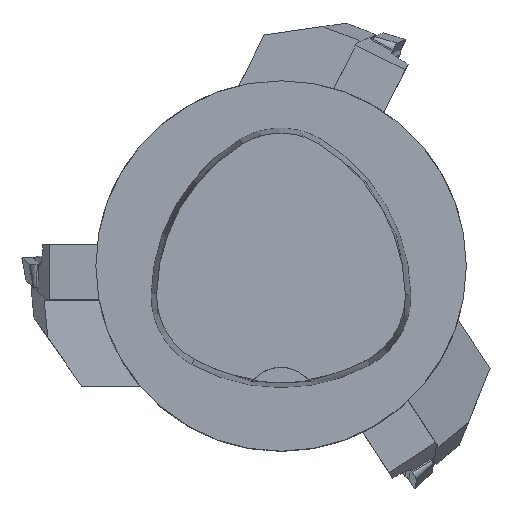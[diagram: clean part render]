
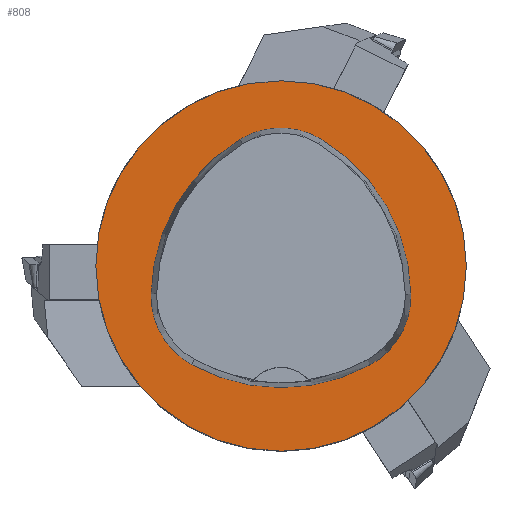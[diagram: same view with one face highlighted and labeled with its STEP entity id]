
A CAD part, top view. The second image highlights one B-rep face of the part: STEP entity #808.
In plain terms, the highlighted planar face has unit normal (0, 0, 1).
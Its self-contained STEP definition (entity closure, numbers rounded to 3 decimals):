
#196=PLANE('',#2710);
#672=FACE_BOUND('',#1075,.T.);
#673=FACE_BOUND('',#1076,.T.);
#808=ADVANCED_FACE('',(#672,#673),#196,.T.);
#1075=EDGE_LOOP('',(#1483,#1484,#1485,#1486,#1487,#1488));
#1076=EDGE_LOOP('',(#1489));
#1218=CIRCLE('',#2687,20.);
#1220=CIRCLE('',#2690,8.5);
#1222=CIRCLE('',#2693,20.);
#1224=CIRCLE('',#2696,8.5);
#1228=CIRCLE('',#2701,20.);
#1230=CIRCLE('',#2704,8.5);
#1233=CIRCLE('',#2709,20.);
#1483=ORIENTED_EDGE('',*,*,#2259,.T.);
#1484=ORIENTED_EDGE('',*,*,#2239,.T.);
#1485=ORIENTED_EDGE('',*,*,#2243,.T.);
#1486=ORIENTED_EDGE('',*,*,#2246,.T.);
#1487=ORIENTED_EDGE('',*,*,#2249,.T.);
#1488=ORIENTED_EDGE('',*,*,#2257,.T.);
#1489=ORIENTED_EDGE('',*,*,#2262,.F.);
#1988=VERTEX_POINT('',#3843);
#1989=VERTEX_POINT('',#3844);
#1992=VERTEX_POINT('',#3852);
#1994=VERTEX_POINT('',#3858);
#1996=VERTEX_POINT('',#3864);
#2003=VERTEX_POINT('',#3885);
#2004=VERTEX_POINT('',#3895);
#2239=EDGE_CURVE('',#1988,#1989,#1218,.T.);
#2243=EDGE_CURVE('',#1989,#1992,#1220,.T.);
#2246=EDGE_CURVE('',#1992,#1994,#1222,.T.);
#2249=EDGE_CURVE('',#1994,#1996,#1224,.T.);
#2257=EDGE_CURVE('',#1996,#2003,#1228,.T.);
#2259=EDGE_CURVE('',#2003,#1988,#1230,.T.);
#2262=EDGE_CURVE('',#2004,#2004,#1233,.T.);
#2687=AXIS2_PLACEMENT_3D('',#3842,#3060,#3061);
#2690=AXIS2_PLACEMENT_3D('',#3851,#3068,#3069);
#2693=AXIS2_PLACEMENT_3D('',#3857,#3075,#3076);
#2696=AXIS2_PLACEMENT_3D('',#3863,#3082,#3083);
#2701=AXIS2_PLACEMENT_3D('',#3886,#3094,#3095);
#2704=AXIS2_PLACEMENT_3D('',#3889,#3100,#3101);
#2709=AXIS2_PLACEMENT_3D('',#3894,#3110,#3111);
#2710=AXIS2_PLACEMENT_3D('',#3896,#3112,#3113);
#3060=DIRECTION('',(0.,0.,-1.));
#3061=DIRECTION('',(-1.,0.,0.));
#3068=DIRECTION('',(0.,0.,-1.));
#3069=DIRECTION('',(-1.,0.,0.));
#3075=DIRECTION('',(0.,0.,-1.));
#3076=DIRECTION('',(-1.,0.,0.));
#3082=DIRECTION('',(0.,0.,-1.));
#3083=DIRECTION('',(-1.,0.,0.));
#3094=DIRECTION('',(0.,0.,-1.));
#3095=DIRECTION('',(-1.,0.,0.));
#3100=DIRECTION('',(0.,0.,-1.));
#3101=DIRECTION('',(-1.,0.,0.));
#3110=DIRECTION('',(0.,0.,-1.));
#3111=DIRECTION('',(-1.,0.,0.));
#3112=DIRECTION('',(0.,0.,1.));
#3113=DIRECTION('',(1.,0.,0.));
#3842=CARTESIAN_POINT('',(5.955,-3.414,0.));
#3843=CARTESIAN_POINT('',(-14.041,-3.042,0.));
#3844=CARTESIAN_POINT('',(-4.472,13.653,0.));
#3851=CARTESIAN_POINT('',(-0.04,6.4,0.));
#3852=CARTESIAN_POINT('',(4.347,13.68,0.));
#3857=CARTESIAN_POINT('',(-5.976,-3.45,0.));
#3858=CARTESIAN_POINT('',(14.021,-3.075,0.));
#3863=CARTESIAN_POINT('',(5.522,-3.235,0.));
#3864=CARTESIAN_POINT('',(9.588,-10.699,0.));
#3885=CARTESIAN_POINT('',(-9.655,-10.639,0.));
#3886=CARTESIAN_POINT('',(0.022,6.864,0.));
#3889=CARTESIAN_POINT('',(-5.543,-3.2,0.));
#3894=CARTESIAN_POINT('',(0.,0.,0.));
#3895=CARTESIAN_POINT('',(-20.,0.,0.));
#3896=CARTESIAN_POINT('',(0.,0.,0.));
